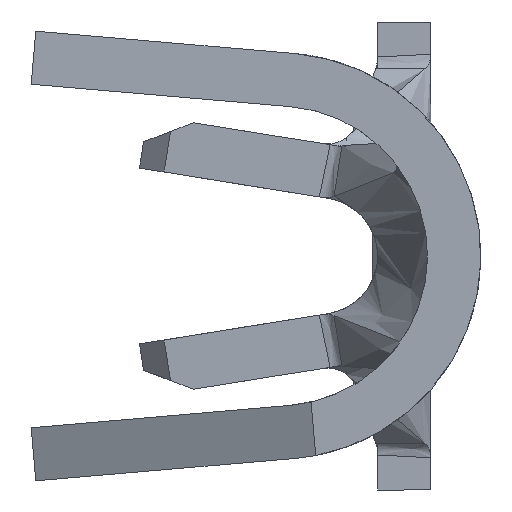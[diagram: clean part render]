
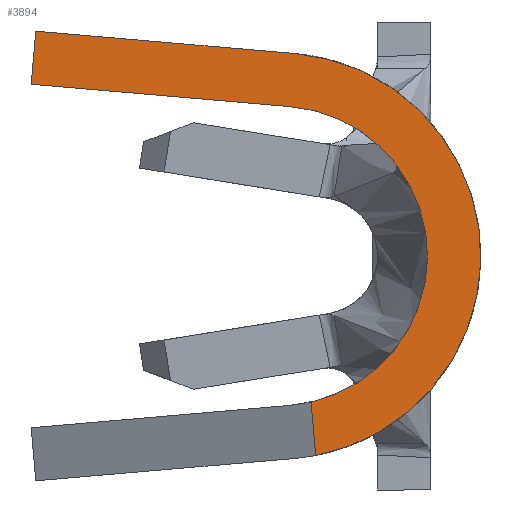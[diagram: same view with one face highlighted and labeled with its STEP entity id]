
A CAD part, left-side view. The second image highlights one B-rep face of the part: STEP entity #3894.
In plain terms, the highlighted planar face has unit normal (-1, 0, 0).
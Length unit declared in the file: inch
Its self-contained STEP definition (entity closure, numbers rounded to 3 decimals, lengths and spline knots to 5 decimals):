
#150 = LINE ( 'NONE', #3947, #5359 ) ;
#197 = LINE ( 'NONE', #4955, #2670 ) ;
#224 = CARTESIAN_POINT ( 'NONE',  ( -0.312, 0.03714, -0.11984 ) ) ;
#354 = ORIENTED_EDGE ( 'NONE', *, *, #5737, .F. ) ;
#406 = CARTESIAN_POINT ( 'NONE',  ( -0.312, 0.20525, 0.135 ) ) ;
#446 = VERTEX_POINT ( 'NONE', #2151 ) ;
#514 = DIRECTION ( 'NONE',  ( 1., 0., 0. ) ) ;
#565 = DIRECTION ( 'NONE',  ( 0., 0.996, 0.086 ) ) ;
#648 = CIRCLE ( 'NONE', #2346, 0.122 ) ;
#667 = CIRCLE ( 'NONE', #6193, 0.09 ) ;
#1007 = DIRECTION ( 'NONE',  ( 0., 0., -1. ) ) ;
#1088 = LINE ( 'NONE', #4566, #6935 ) ;
#1139 = VECTOR ( 'NONE', #4913, 39.37008 ) ;
#1160 = ORIENTED_EDGE ( 'NONE', *, *, #1668, .F. ) ;
#1596 = CARTESIAN_POINT ( 'NONE',  ( -0.312, 0.06, 0. ) ) ;
#1668 = EDGE_CURVE ( 'NONE', #4564, #4634, #2639, .T. ) ;
#2069 = CARTESIAN_POINT ( 'NONE',  ( -0.312, 0.208, 0.10312 ) ) ;
#2151 = CARTESIAN_POINT ( 'NONE',  ( -0.312, 0.0495, 0.12155 ) ) ;
#2163 = DIRECTION ( 'NONE',  ( 0., 0., -1. ) ) ;
#2346 = AXIS2_PLACEMENT_3D ( 'NONE', #3899, #514, #4478 ) ;
#2639 = LINE ( 'NONE', #2069, #1139 ) ;
#2670 = VECTOR ( 'NONE', #6076, 39.37008 ) ;
#2709 = EDGE_CURVE ( 'NONE', #4184, #4564, #150, .T. ) ;
#2924 = AXIS2_PLACEMENT_3D ( 'NONE', #3820, #4400, #1007 ) ;
#3820 = CARTESIAN_POINT ( 'NONE',  ( -0.312, 0.06, 0. ) ) ;
#3851 = CARTESIAN_POINT ( 'NONE',  ( -0.312, 0.03992, -0.08773 ) ) ;
#3894 = ADVANCED_FACE ( 'NONE', ( #6226 ), #6619, .F. ) ;
#3899 = CARTESIAN_POINT ( 'NONE',  ( -0.312, 0.06, 0. ) ) ;
#3947 = CARTESIAN_POINT ( 'NONE',  ( -0.312, 0.05226, 0.08967 ) ) ;
#4184 = VERTEX_POINT ( 'NONE', #5294 ) ;
#4220 = VERTEX_POINT ( 'NONE', #224 ) ;
#4323 = ORIENTED_EDGE ( 'NONE', *, *, #4748, .F. ) ;
#4400 = DIRECTION ( 'NONE',  ( 1., 0., 0. ) ) ;
#4478 = DIRECTION ( 'NONE',  ( 0., 0., -1. ) ) ;
#4564 = VERTEX_POINT ( 'NONE', #6378 ) ;
#4566 = CARTESIAN_POINT ( 'NONE',  ( -0.312, 0.04759, 0.00107 ) ) ;
#4634 = VERTEX_POINT ( 'NONE', #406 ) ;
#4748 = EDGE_CURVE ( 'NONE', #5651, #4184, #667, .T. ) ;
#4817 = ORIENTED_EDGE ( 'NONE', *, *, #5630, .F. ) ;
#4913 = DIRECTION ( 'NONE',  ( 0., -0.086, 0.996 ) ) ;
#4955 = CARTESIAN_POINT ( 'NONE',  ( -0.312, 0.0495, 0.12155 ) ) ;
#4980 = ORIENTED_EDGE ( 'NONE', *, *, #5304, .T. ) ;
#5143 = DIRECTION ( 'NONE',  ( 0., -0.086, -0.996 ) ) ;
#5294 = CARTESIAN_POINT ( 'NONE',  ( -0.312, 0.05226, 0.08967 ) ) ;
#5304 = EDGE_CURVE ( 'NONE', #5651, #4220, #1088, .T. ) ;
#5359 = VECTOR ( 'NONE', #565, 39.37008 ) ;
#5561 = DIRECTION ( 'NONE',  ( -1., 0., 0. ) ) ;
#5630 = EDGE_CURVE ( 'NONE', #4634, #446, #197, .T. ) ;
#5651 = VERTEX_POINT ( 'NONE', #3851 ) ;
#5737 = EDGE_CURVE ( 'NONE', #446, #4220, #648, .T. ) ;
#6032 = EDGE_LOOP ( 'NONE', ( #4323, #4980, #354, #4817, #1160, #6164 ) ) ;
#6076 = DIRECTION ( 'NONE',  ( 0., -0.996, -0.086 ) ) ;
#6164 = ORIENTED_EDGE ( 'NONE', *, *, #2709, .F. ) ;
#6193 = AXIS2_PLACEMENT_3D ( 'NONE', #1596, #5561, #2163 ) ;
#6226 = FACE_OUTER_BOUND ( 'NONE', #6032, .T. ) ;
#6378 = CARTESIAN_POINT ( 'NONE',  ( -0.312, 0.208, 0.10312 ) ) ;
#6619 = PLANE ( 'NONE',  #2924 ) ;
#6935 = VECTOR ( 'NONE', #5143, 39.37008 ) ;
